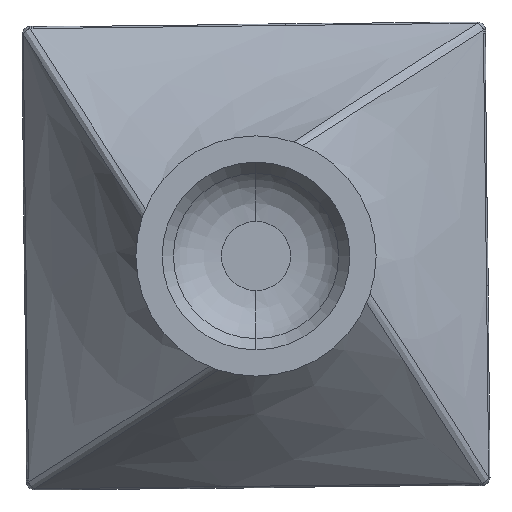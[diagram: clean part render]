
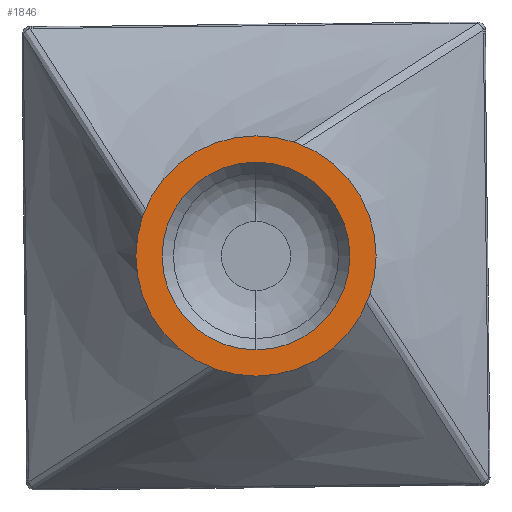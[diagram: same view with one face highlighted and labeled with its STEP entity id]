
A CAD part, left-side view. The second image highlights one B-rep face of the part: STEP entity #1846.
In plain terms, the highlighted planar face has unit normal (-1, 0, 0).
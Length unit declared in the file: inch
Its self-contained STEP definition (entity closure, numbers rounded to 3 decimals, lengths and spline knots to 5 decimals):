
#30 = CARTESIAN_POINT ( 'NONE',  ( 0., 0., -1.5625 ) ) ;
#40 = CARTESIAN_POINT ( 'NONE',  ( 0., 0., 0. ) ) ;
#376 = CIRCLE ( 'NONE', #4686, 1.5625 ) ;
#397 = DIRECTION ( 'NONE',  ( 1., 0., 0. ) ) ;
#407 = VERTEX_POINT ( 'NONE', #30 ) ;
#459 = CARTESIAN_POINT ( 'NONE',  ( 0., 0., 1.5625 ) ) ;
#570 = ORIENTED_EDGE ( 'NONE', *, *, #4851, .T. ) ;
#625 = AXIS2_PLACEMENT_3D ( 'NONE', #1642, #4285, #2014 ) ;
#725 = EDGE_CURVE ( 'NONE', #1617, #407, #376, .T. ) ;
#752 = EDGE_LOOP ( 'NONE', ( #4037, #570 ) ) ;
#810 = EDGE_CURVE ( 'NONE', #3412, #844, #4152, .T. ) ;
#843 = CARTESIAN_POINT ( 'NONE',  ( 0., 0., 0. ) ) ;
#844 = VERTEX_POINT ( 'NONE', #1092 ) ;
#1092 = CARTESIAN_POINT ( 'NONE',  ( 0., 0., 2. ) ) ;
#1224 = DIRECTION ( 'NONE',  ( 0., 0., -1. ) ) ;
#1505 = DIRECTION ( 'NONE',  ( 1., 0., 0. ) ) ;
#1565 = DIRECTION ( 'NONE',  ( 1., 0., 0. ) ) ;
#1617 = VERTEX_POINT ( 'NONE', #459 ) ;
#1632 = ORIENTED_EDGE ( 'NONE', *, *, #2544, .F. ) ;
#1642 = CARTESIAN_POINT ( 'NONE',  ( 0., 0., 0. ) ) ;
#1808 = FACE_OUTER_BOUND ( 'NONE', #4430, .T. ) ;
#1846 = ADVANCED_FACE ( 'NONE', ( #2680, #1808 ), #3437, .F. ) ;
#2014 = DIRECTION ( 'NONE',  ( 0., 0., -1. ) ) ;
#2282 = AXIS2_PLACEMENT_3D ( 'NONE', #2645, #397, #3024 ) ;
#2544 = EDGE_CURVE ( 'NONE', #844, #3412, #3090, .T. ) ;
#2645 = CARTESIAN_POINT ( 'NONE',  ( 0., 0., 0. ) ) ;
#2680 = FACE_BOUND ( 'NONE', #752, .T. ) ;
#3024 = DIRECTION ( 'NONE',  ( 0., 0., -1. ) ) ;
#3090 = CIRCLE ( 'NONE', #3370, 2. ) ;
#3370 = AXIS2_PLACEMENT_3D ( 'NONE', #843, #3475, #1224 ) ;
#3412 = VERTEX_POINT ( 'NONE', #4889 ) ;
#3437 = PLANE ( 'NONE',  #3455 ) ;
#3455 = AXIS2_PLACEMENT_3D ( 'NONE', #40, #1565, #4200 ) ;
#3475 = DIRECTION ( 'NONE',  ( 1., 0., 0. ) ) ;
#3745 = CIRCLE ( 'NONE', #625, 1.5625 ) ;
#3758 = CARTESIAN_POINT ( 'NONE',  ( 0., 0., 0. ) ) ;
#4037 = ORIENTED_EDGE ( 'NONE', *, *, #725, .T. ) ;
#4142 = DIRECTION ( 'NONE',  ( 0., 0., -1. ) ) ;
#4152 = CIRCLE ( 'NONE', #2282, 2. ) ;
#4200 = DIRECTION ( 'NONE',  ( 0., 0., -1. ) ) ;
#4274 = ORIENTED_EDGE ( 'NONE', *, *, #810, .F. ) ;
#4285 = DIRECTION ( 'NONE',  ( 1., 0., 0. ) ) ;
#4430 = EDGE_LOOP ( 'NONE', ( #1632, #4274 ) ) ;
#4686 = AXIS2_PLACEMENT_3D ( 'NONE', #3758, #1505, #4142 ) ;
#4851 = EDGE_CURVE ( 'NONE', #407, #1617, #3745, .T. ) ;
#4889 = CARTESIAN_POINT ( 'NONE',  ( 0., 0., -2. ) ) ;
